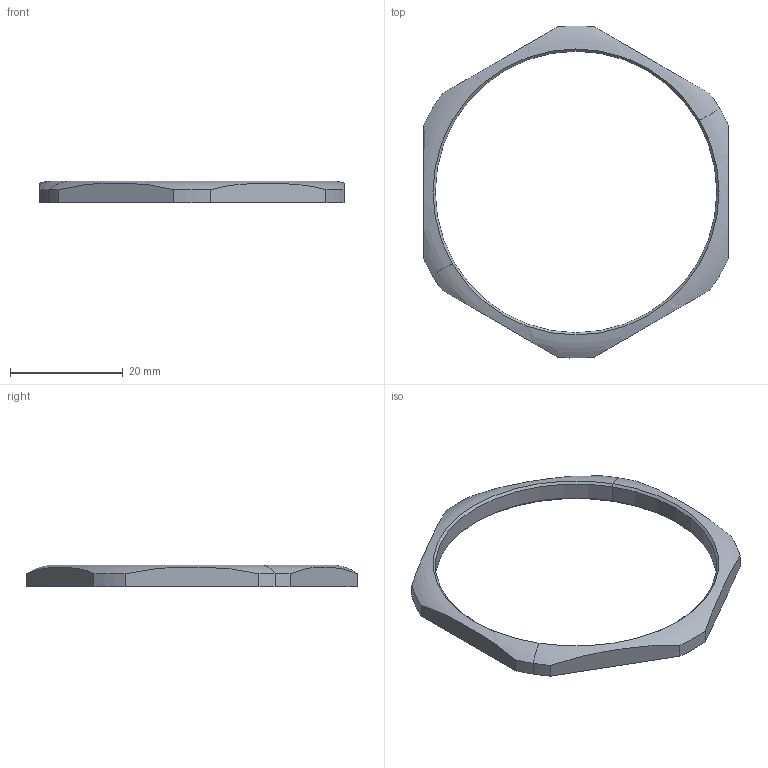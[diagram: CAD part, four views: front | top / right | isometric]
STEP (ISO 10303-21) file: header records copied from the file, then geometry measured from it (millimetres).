
FILE_DESCRIPTION(('CATIA V5R24 STEP','CAx-IF Rec.Pracs.--- Model Styling and Organization---1.2---2011-12-15'),'2;1');
FILE_NAME ('D1455235_0_1737040000_1737040000.stp','2018-01-19T08:32:46+00:00',('none'),('Weidmueller'),'CATIA Version 5-6 Release 2014 SP4 HF52','CATIA V5 STEP AP214','none');
FILE_SCHEMA(('AUTOMOTIVE_DESIGN { 1 0 10303 214 1 1 1 1 }'));
Length unit declared in the file: millimetre
Products named in the file (1): 1737040000_SKMU_M50_MS
Bounding box: 54 x 58.96 x 3.9 mm (x, y, z)
Volume: 1840.4 mm3; surface area: 2164.4 mm2
Topology: 1 solids, 1 shells, 23 faces, 60 edges, 38 vertices
Faces by surface type: cylinder 10, plane 7, cone 4, torus 2
Entity records: 807 total; most frequent: CARTESIAN_POINT 204, ORIENTED_EDGE 120, DIRECTION 98, EDGE_CURVE 60, AXIS2_PLACEMENT_3D 50, VERTEX_POINT 38, VECTOR 26, CIRCLE 26
